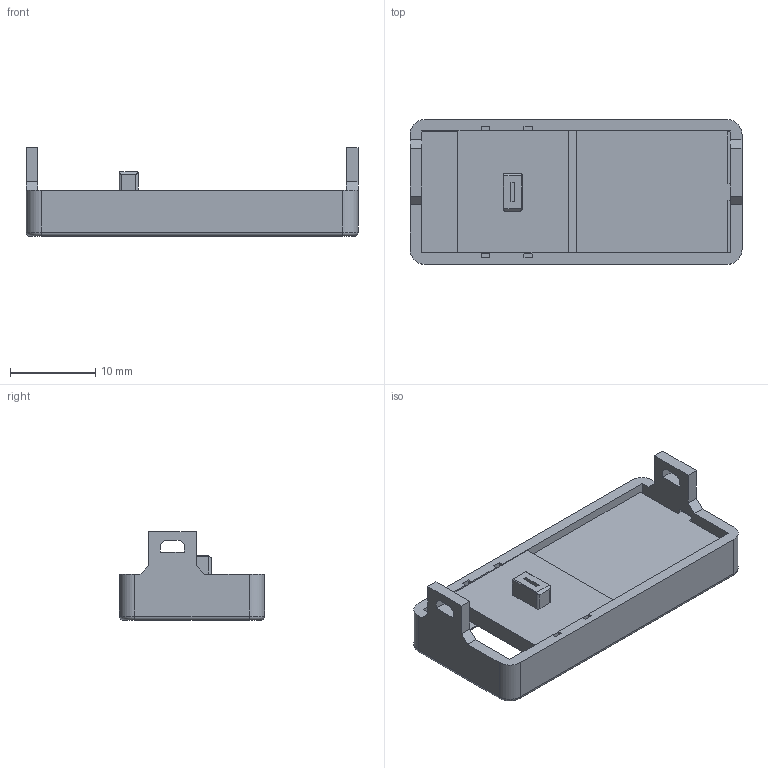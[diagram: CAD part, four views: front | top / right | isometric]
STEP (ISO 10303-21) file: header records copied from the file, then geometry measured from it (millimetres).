
FILE_DESCRIPTION(/* description */ (''),/* implementation_level */ '2;1');
FILE_NAME(/* name */ 'power-cap.step',/* time_stamp */ '2024-09-23T16:28:35+01:00',/* author */ (''),/* organization */ (''),/* preprocessor_version */ 'ST-DEVELOPER v20',/* originating_system */ 'Autodesk Translation Framework v13.20.0.188',/* authorisation */ '');
FILE_SCHEMA (('AUTOMOTIVE_DESIGN { 1 0 10303 214 3 1 1 }'));
Length unit declared in the file: millimetre
Products named in the file (1): power-cap
Bounding box: 38.9 x 17 x 10.4 mm (x, y, z)
Volume: 1530.5 mm3; surface area: 3108.2 mm2
Topology: 2 solids, 2 shells, 156 faces, 426 edges, 276 vertices
Faces by surface type: plane 130, cylinder 18, torus 4, cone 4
Entity records: 4890 total; most frequent: CARTESIAN_POINT 859, ORIENTED_EDGE 852, DIRECTION 788, EDGE_CURVE 426, LINE 378, VECTOR 378, VERTEX_POINT 276, AXIS2_PLACEMENT_3D 205
